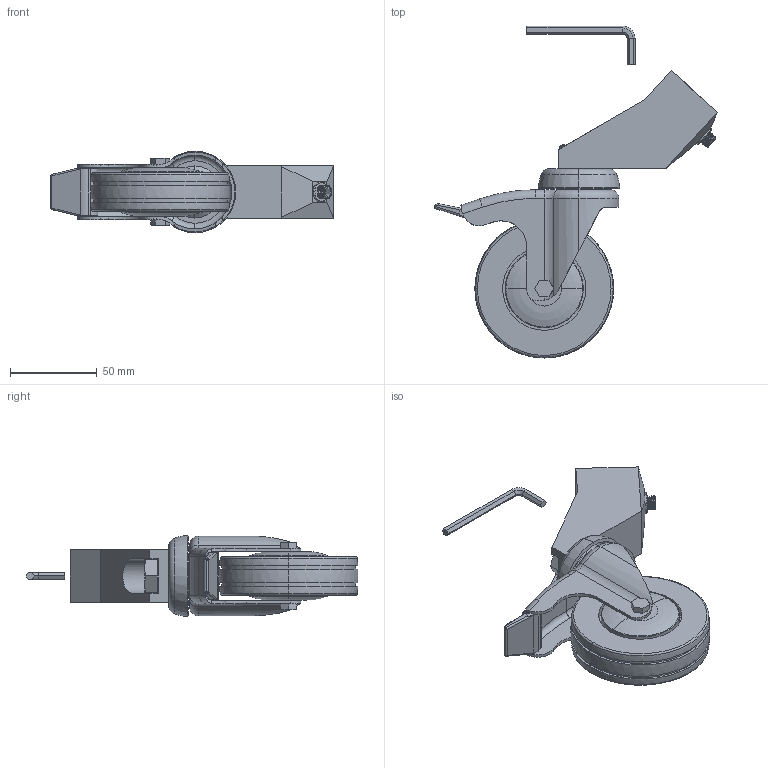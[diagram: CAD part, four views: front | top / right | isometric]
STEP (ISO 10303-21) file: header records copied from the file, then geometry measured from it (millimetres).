
FILE_DESCRIPTION (( 'STEP AP203' ), '1' );
FILE_NAME ('T50500.STEP', '2018-07-31T09:23:27', ( '' ), ( '' ), 'SwSTEP 2.0', 'SolidWorks 2016', '' );
FILE_SCHEMA (( 'CONFIG_CONTROL_DESIGN' ));
Length unit declared in the file: millimetre
Products named in the file (11): SW3dPS-nyloc nut, st stl a2 iso_M12 NYLOC; Socket Set Screw Flat Point_Doughty Fastners_BS 4168-2 - M8 x 16-S; B Washer_Bright washer BS 4320 - M12 (Form B); TH1314; T50500; S3141; F628; TH3550; TH001; Hex Bolt_ISO 4016 - M12 x 35 x 35-WS; Z100000100
Assembly tree (10 placements, depth 3):
  T50500
    TH001
      TH3550
      F628
    Hex Bolt_ISO 4016 - M12 x 35 x 35-WS
    SW3dPS-nyloc nut, st stl a2 iso_M12 NYLOC
    Socket Set Screw Flat Point_Doughty Fastners_BS 4168-2 - M8 x 16-S
    S3141
    TH1314
    Z100000100
    B Washer_Bright washer BS 4320 - M12 (Form B)
Bounding box: 162.83 x 191.23 x 47 mm (x, y, z)
Volume: 199322.4 mm3; surface area: 69384.3 mm2
Topology: 11 solids, 11 shells, 514 faces, 1275 edges, 793 vertices
Faces by surface type: cone 173, cylinder 153, plane 134, torus 48, sphere 4, bspline 2
Entity records: 17196 total; most frequent: CARTESIAN_POINT 3545, DIRECTION 2828, ORIENTED_EDGE 2550, EDGE_CURVE 1275, AXIS2_PLACEMENT_3D 1148, VERTEX_POINT 793, CIRCLE 622, EDGE_LOOP 544
